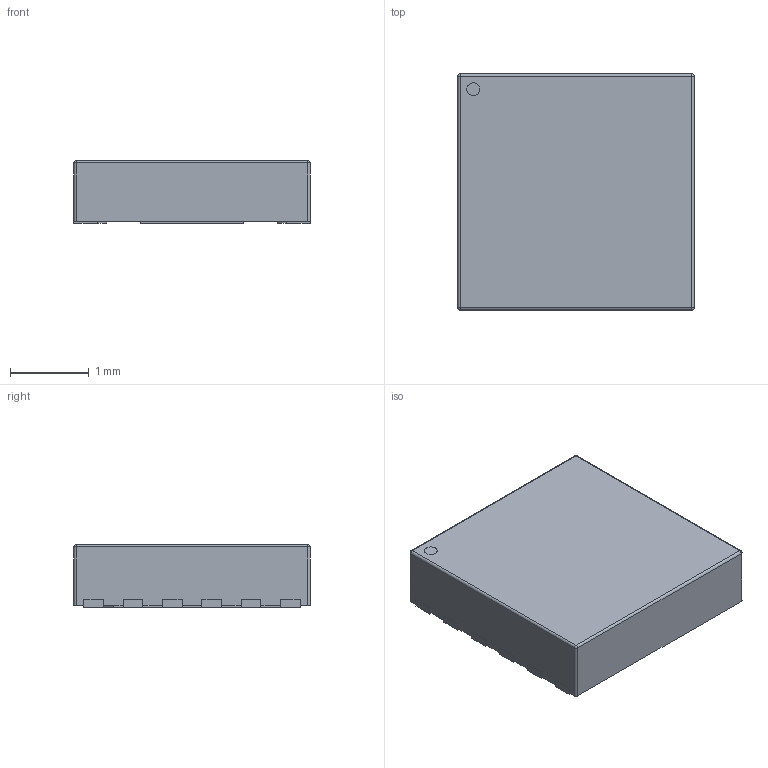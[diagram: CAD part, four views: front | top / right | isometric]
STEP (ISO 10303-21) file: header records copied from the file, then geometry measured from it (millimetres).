
FILE_DESCRIPTION (( 'STEP AP214' ), '1' );
FILE_NAME ('LMR51425SDRRR.STEP', '2025-04-28T10:53:33', ( '' ), ( '' ), 'SwSTEP 2.0', 'SolidWorks 2023', '' );
FILE_SCHEMA (( 'AUTOMOTIVE_DESIGN' ));
Length unit declared in the file: millimetre
Products named in the file (1): LMR51425SDRRR
Bounding box: 3 x 3 x 0.8 mm (x, y, z)
Volume: 7.1 mm3; surface area: 38.4 mm2
Topology: 15 solids, 15 shells, 170 faces, 406 edges, 264 vertices
Faces by surface type: plane 118, cylinder 48, sphere 4
Entity records: 6599 total; most frequent: DIRECTION 840, CARTESIAN_POINT 837, ORIENTED_EDGE 804, EDGE_CURVE 402, LINE 306, VECTOR 306, AXIS2_PLACEMENT_3D 267, VERTEX_POINT 264
